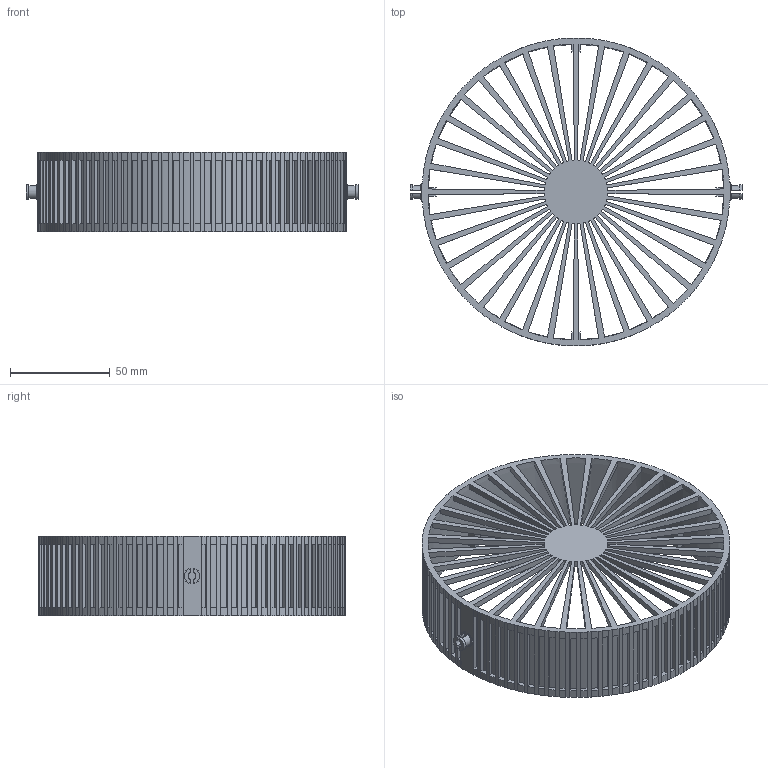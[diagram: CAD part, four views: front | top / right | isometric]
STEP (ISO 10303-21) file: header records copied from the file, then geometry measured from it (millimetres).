
FILE_DESCRIPTION(/* description */ (''),/* implementation_level */ '2;1');
FILE_NAME(/* name */ 'top v5.step',/* time_stamp */ '2025-05-13T21:34:16+08:00',/* author */ (''),/* organization */ (''),/* preprocessor_version */ 'ST-DEVELOPER v20.1',/* originating_system */ 'Autodesk Translation Framework v14.4.0.0',/* authorisation */ '');
FILE_SCHEMA (('AUTOMOTIVE_DESIGN { 1 0 10303 214 3 1 1 }'));
Length unit declared in the file: millimetre
Products named in the file (1): top
Bounding box: 166.1 x 154 x 40 mm (x, y, z)
Volume: 56023.4 mm3; surface area: 77396.5 mm2
Topology: 1 solids, 1 shells, 880 faces, 2706 edges, 1804 vertices
Faces by surface type: plane 555, cylinder 325
Full cylindrical faces by diameter (mm): 2.4 x4, 148 x1
Entity records: 30459 total; most frequent: ORIENTED_EDGE 5412, CARTESIAN_POINT 5391, DIRECTION 5200, EDGE_CURVE 2706, LINE 1974, VECTOR 1974, VERTEX_POINT 1804, AXIS2_PLACEMENT_3D 1613
